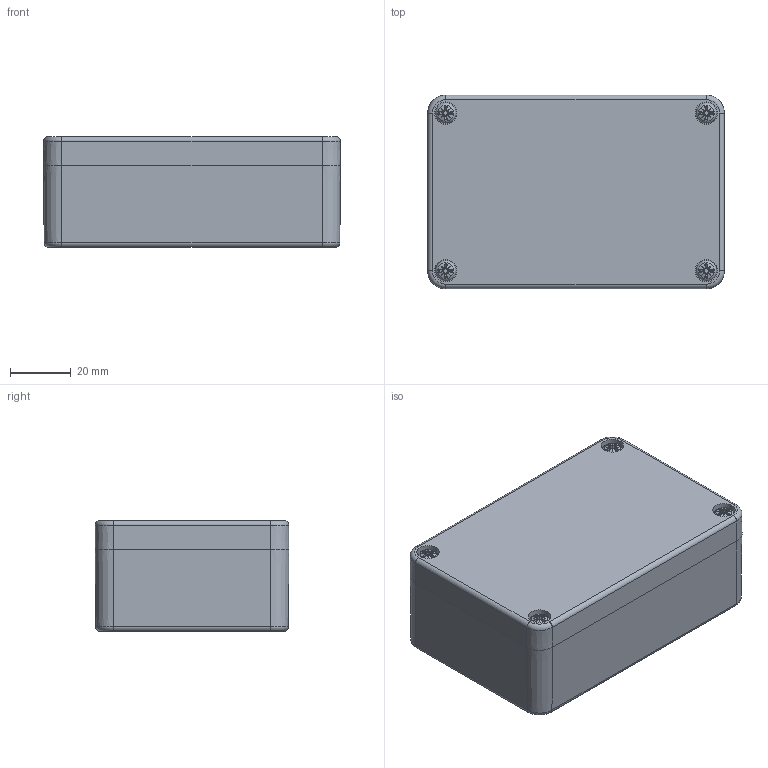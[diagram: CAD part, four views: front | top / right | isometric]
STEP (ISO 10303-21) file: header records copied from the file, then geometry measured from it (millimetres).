
FILE_DESCRIPTION(/* description */ (''),/* implementation_level */ '2;1');
FILE_NAME(/* name */ '0301100800-MBM_090603_VE - n.W..stp',/* time_stamp */ '2016-05-31T12:00:20+02:00',/* author */ ('Robin.Rentz'),/* organization */ (''),/* preprocessor_version */ 'ST-DEVELOPER v15.6',/* originating_system */ 'Autodesk Inventor 2015',/* authorisation */ '');
FILE_SCHEMA (('AUTOMOTIVE_DESIGN { 1 0 10303 214 3 1 1 }'));
Products named in the file (6): 0301100802-UT_090603_VE - n.W.; 0301100801-OT_090603_VE - n.W.; xxx-O-Ring--OT--MBM-MBT_090603 - neues Werkzeug; 1990000011 Schraube A2 BM4x20_8; 1990000007 M4 Gewindebuchse; 0301100800-MBM_090603_VE - n.W.
Bounding box: 98 x 64 x 36.5 mm (x, y, z)
Volume: 88593.6 mm3; surface area: 58185 mm2
Topology: 11 solids, 11 shells, 1532 faces, 3702 edges, 2252 vertices
Faces by surface type: plane 585, cone 345, cylinder 332, bspline 150, torus 116, sphere 4
Full cylindrical faces by diameter (mm): 3.242 x4, 3.3 x4, 4 x4, 4.4 x4, 4.5 x6, 4.8 x4, 5.1 x4, 6.8 x4, 7 x4, 7.4 x4, 7.5 x4
Entity records: 39566 total; most frequent: CARTESIAN_POINT 23858, ORIENTED_EDGE 3304, DIRECTION 3081, EDGE_CURVE 1652, AXIS2_PLACEMENT_3D 1259, VERTEX_POINT 1050, EDGE_LOOP 844, FACE_OUTER_BOUND 716
